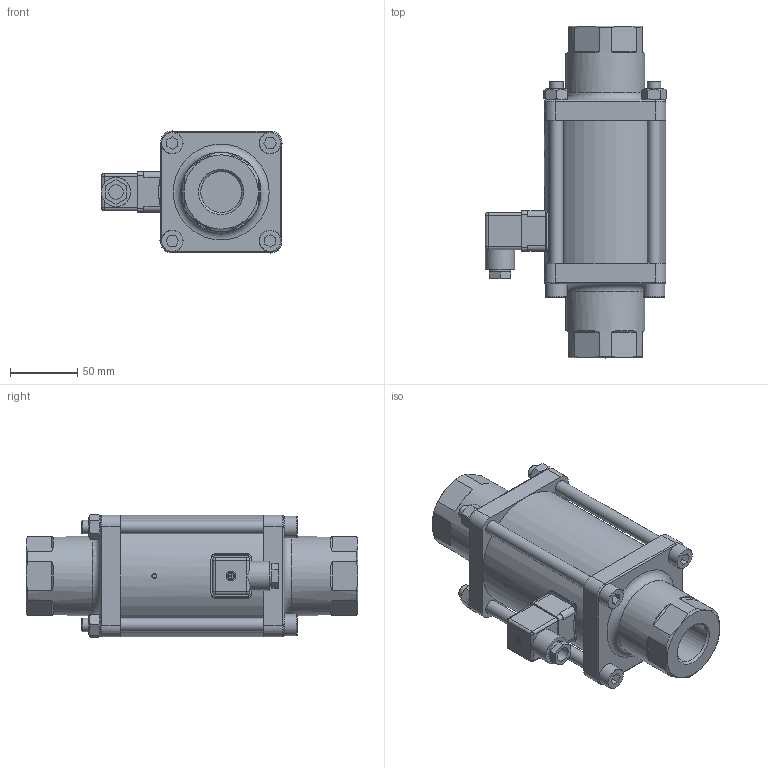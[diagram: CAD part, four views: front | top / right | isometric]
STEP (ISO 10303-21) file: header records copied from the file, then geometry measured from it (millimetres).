
FILE_DESCRIPTION(/* description */ (''),/* implementation_level */ '2;1');
FILE_NAME(/* name */ 'Bauteil2.stp',/* time_stamp */ '2015-06-24T10:25:20+02:00',/* author */ ('jmetzger'),/* organization */ (''),/* preprocessor_version */ 'ST-DEVELOPER v15.2',/* originating_system */ 'Autodesk Inventor 2014',/* authorisation */ '');
FILE_SCHEMA (('AUTOMOTIVE_DESIGN { 1 0 10303 214 3 1 1 }'));
Length unit declared in the file: centimetre
Products named in the file (1): 7
Bounding box: 134.27 x 246 x 90.98 mm (x, y, z)
Volume: 1261900.6 mm3; surface area: 120011 mm2
Topology: 1 solids, 4 shells, 372 faces, 889 edges, 552 vertices
Faces by surface type: plane 225, cylinder 86, cone 40, torus 11, bspline 6, sphere 4
Full cylindrical faces by diameter (mm): 3 x1, 4.2 x2, 5.5 x1, 7.1 x1, 10 x8, 10.5 x8, 11 x1, 16 x5, 21.6 x1, 30.291 x2, 59 x2, 90 x1
Entity records: 10961 total; most frequent: CARTESIAN_POINT 2760, DIRECTION 1722, ORIENTED_EDGE 1616, EDGE_CURVE 804, AXIS2_PLACEMENT_3D 660, VERTEX_POINT 534, EDGE_LOOP 480, LINE 402
